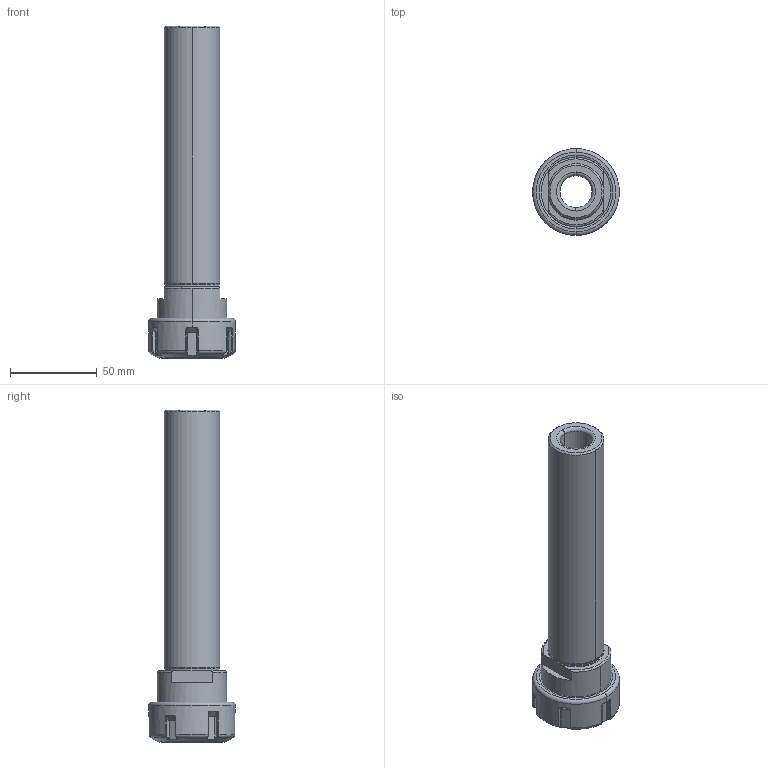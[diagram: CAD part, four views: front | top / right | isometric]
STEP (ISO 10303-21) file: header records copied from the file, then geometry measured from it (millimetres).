
FILE_DESCRIPTION((''),'2;1');
FILE_NAME('120_02_20','2020-09-17T',('103090'),(''),'CREO PARAMETRIC BY PTC INC, 2016260','CREO PARAMETRIC BY PTC INC, 2016260','');
FILE_SCHEMA(('CONFIG_CONTROL_DESIGN'));
Length unit declared in the file: millimetre
Products named in the file (1): 120_02_20
Bounding box: 49.9 x 49.9 x 191 mm (x, y, z)
Volume: 109055.2 mm3; surface area: 37930.9 mm2
Topology: 1 solids, 1 shells, 216 faces, 520 edges, 310 vertices
Faces by surface type: bspline 60, plane 50, cylinder 50, torus 32, cone 12, sphere 12
Entity records: 8958 total; most frequent: CARTESIAN_POINT 4323, ORIENTED_EDGE 1040, DIRECTION 822, EDGE_CURVE 520, AXIS2_PLACEMENT_3D 317, VERTEX_POINT 310, EDGE_LOOP 222, FACE_OUTER_BOUND 216
